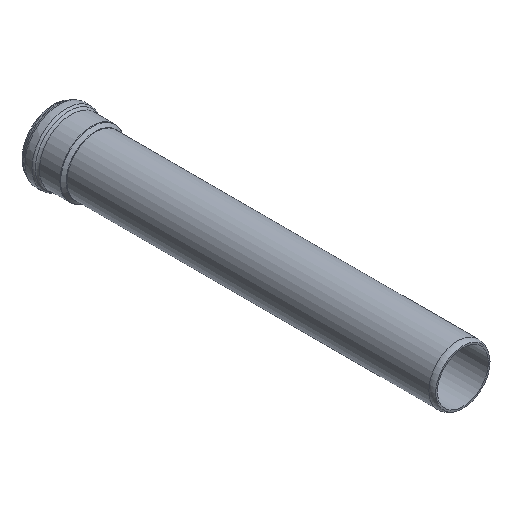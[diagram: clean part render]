
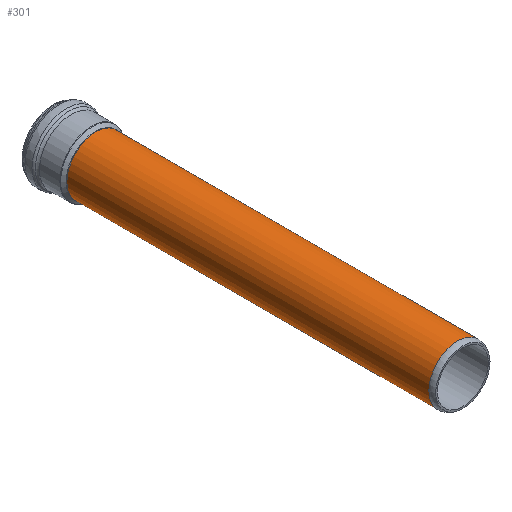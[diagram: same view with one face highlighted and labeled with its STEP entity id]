
A CAD part, isometric view. The second image highlights one B-rep face of the part: STEP entity #301.
In plain terms, the highlighted cylindrical face has radius 39 mm (diameter 78 mm), a full revolution.
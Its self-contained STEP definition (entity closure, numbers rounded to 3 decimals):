
#23=CYLINDRICAL_SURFACE('',#336,39.);
#32=FACE_BOUND('',#90,.T.);
#58=FACE_OUTER_BOUND('',#89,.T.);
#89=EDGE_LOOP('',(#230));
#90=EDGE_LOOP('',(#231));
#139=CIRCLE('',#335,39.);
#140=CIRCLE('',#337,39.);
#168=VERTEX_POINT('',#508);
#169=VERTEX_POINT('',#511);
#197=EDGE_CURVE('',#168,#168,#139,.T.);
#198=EDGE_CURVE('',#169,#169,#140,.T.);
#230=ORIENTED_EDGE('',*,*,#198,.F.);
#231=ORIENTED_EDGE('',*,*,#197,.F.);
#301=ADVANCED_FACE('',(#58,#32),#23,.T.);
#335=AXIS2_PLACEMENT_3D('',#509,#401,#402);
#336=AXIS2_PLACEMENT_3D('',#510,#403,#404);
#337=AXIS2_PLACEMENT_3D('',#512,#405,#406);
#401=DIRECTION('center_axis',(0.,1.,0.));
#402=DIRECTION('ref_axis',(-1.,0.,0.));
#403=DIRECTION('center_axis',(0.,-1.,0.));
#404=DIRECTION('ref_axis',(1.,0.,0.));
#405=DIRECTION('center_axis',(0.,-1.,0.));
#406=DIRECTION('ref_axis',(1.,0.,0.));
#508=CARTESIAN_POINT('',(39.,496.938,0.));
#509=CARTESIAN_POINT('Origin',(0.,496.938,0.));
#510=CARTESIAN_POINT('Origin',(0.,252.176,0.));
#511=CARTESIAN_POINT('',(39.,7.,0.));
#512=CARTESIAN_POINT('Origin',(0.,7.,0.));
